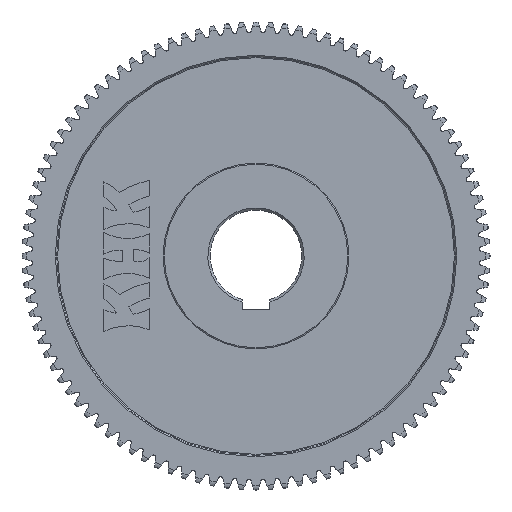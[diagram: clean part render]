
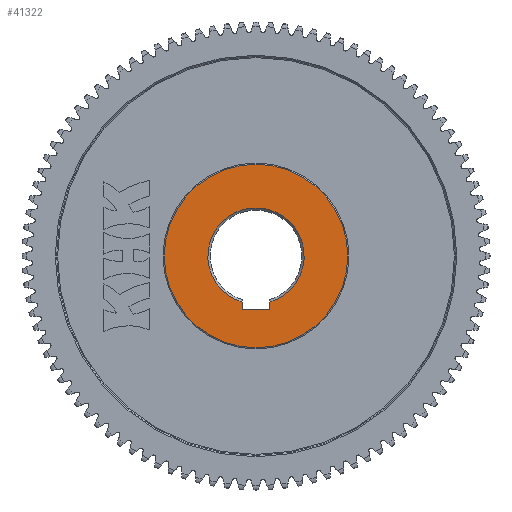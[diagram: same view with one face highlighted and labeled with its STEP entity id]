
A CAD part, left-side view. The second image highlights one B-rep face of the part: STEP entity #41322.
In plain terms, the highlighted planar face has unit normal (-1, 0, 0).
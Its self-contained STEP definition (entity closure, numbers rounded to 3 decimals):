
#4307=DIRECTION('',(0.,0.,-1.));
#4308=VECTOR('',#4307,3.175);
#4309=CARTESIAN_POINT('',(-10.,-6.,-20.125));
#4310=LINE('',#4309,#4308);
#4314=DIRECTION('',(0.,0.,1.));
#4315=VECTOR('',#4314,3.175);
#4316=CARTESIAN_POINT('',(-10.,6.,-23.3));
#4317=LINE('',#4316,#4315);
#4321=DIRECTION('',(0.,1.,0.));
#4322=VECTOR('',#4321,12.);
#4323=CARTESIAN_POINT('',(-10.,-6.,-23.3));
#4324=LINE('',#4323,#4322);
#4328=CARTESIAN_POINT('',(-10.,0.,0.));
#4329=DIRECTION('',(1.,0.,0.));
#4330=DIRECTION('',(0.,1.,0.));
#4331=AXIS2_PLACEMENT_3D('',#4328,#4329,#4330);
#4336=CARTESIAN_POINT('',(-10.,0.,0.));
#4337=DIRECTION('',(1.,0.,0.));
#4338=DIRECTION('',(0.,-1.,0.));
#4339=AXIS2_PLACEMENT_3D('',#4336,#4337,#4338);
#33627=CARTESIAN_POINT('',(-10.,0.,0.));
#33628=DIRECTION('',(1.,0.,0.));
#33629=DIRECTION('',(0.,0.286,-0.958));
#33630=AXIS2_PLACEMENT_3D('',#33627,#33628,#33629);
#35579=CARTESIAN_POINT('',(-10.,-6.,-20.125));
#35580=CARTESIAN_POINT('',(-10.,-6.,-23.3));
#35581=VERTEX_POINT('',#35579);
#35582=VERTEX_POINT('',#35580);
#35583=CARTESIAN_POINT('',(-10.,6.,-23.3));
#35584=VERTEX_POINT('',#35583);
#35585=CARTESIAN_POINT('',(-10.,6.,-20.125));
#35586=VERTEX_POINT('',#35585);
#39927=CARTESIAN_POINT('',(-10.,40.,0.));
#39928=VERTEX_POINT('',#39927);
#39931=CARTESIAN_POINT('',(-10.,-40.,0.));
#39932=VERTEX_POINT('',#39931);
#41301=CARTESIAN_POINT('',(-10.,0.,0.));
#41302=DIRECTION('',(1.,0.,0.));
#41303=DIRECTION('',(0.,0.,-1.));
#41304=AXIS2_PLACEMENT_3D('',#41301,#41302,#41303);
#41305=PLANE('',#41304);
#41307=ORIENTED_EDGE('',*,*,#41306,.T.);
#41309=ORIENTED_EDGE('',*,*,#41308,.T.);
#41310=EDGE_LOOP('',(#41307,#41309));
#41311=FACE_OUTER_BOUND('',#41310,.F.);
#41313=ORIENTED_EDGE('',*,*,#41312,.F.);
#41315=ORIENTED_EDGE('',*,*,#41314,.F.);
#41317=ORIENTED_EDGE('',*,*,#41316,.F.);
#41319=ORIENTED_EDGE('',*,*,#41318,.F.);
#41320=EDGE_LOOP('',(#41313,#41315,#41317,#41319));
#41321=FACE_BOUND('',#41320,.F.);
#4332=CIRCLE('',#4331,40.);
#4340=CIRCLE('',#4339,40.);
#33631=CIRCLE('',#33630,21.);
#41306=EDGE_CURVE('',#39928,#39932,#4332,.T.);
#41308=EDGE_CURVE('',#39932,#39928,#4340,.T.);
#41312=EDGE_CURVE('',#35581,#35582,#4310,.T.);
#41314=EDGE_CURVE('',#35586,#35581,#33631,.T.);
#41316=EDGE_CURVE('',#35584,#35586,#4317,.T.);
#41318=EDGE_CURVE('',#35582,#35584,#4324,.T.);
#41322=ADVANCED_FACE('',(#41311,#41321),#41305,.F.);
